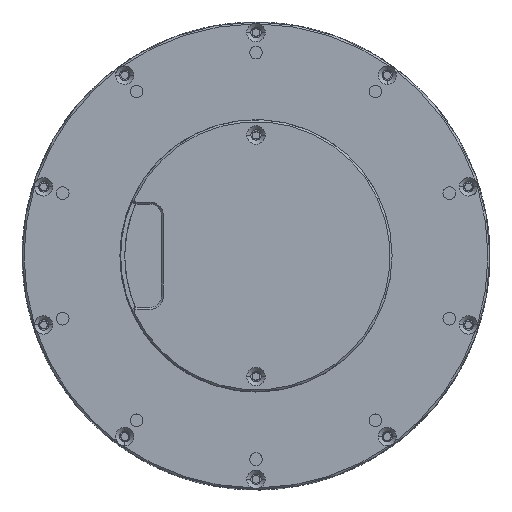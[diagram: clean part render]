
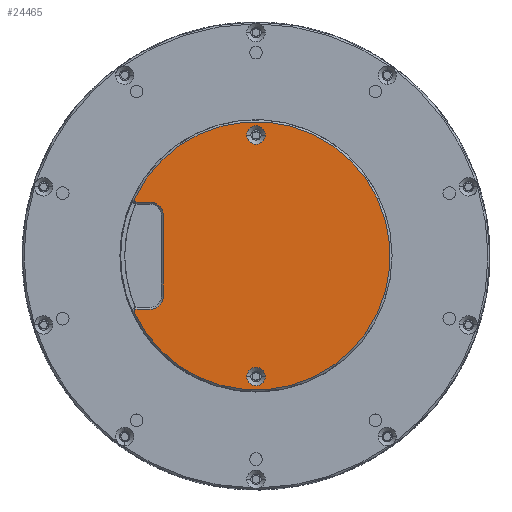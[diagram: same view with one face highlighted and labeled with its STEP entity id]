
A CAD part, top view. The second image highlights one B-rep face of the part: STEP entity #24465.
In plain terms, the highlighted planar face has unit normal (0, 0, 1).
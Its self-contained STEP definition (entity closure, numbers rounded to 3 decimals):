
#97 = VERTEX_POINT ( 'NONE', #12456 ) ;
#553 = CARTESIAN_POINT ( 'NONE',  ( 0., 0., 44.2 ) ) ;
#619 = CARTESIAN_POINT ( 'NONE',  ( -31.305, -14.5, 44.2 ) ) ;
#700 = DIRECTION ( 'NONE',  ( -1., 0., 0. ) ) ;
#753 = EDGE_CURVE ( 'NONE', #26022, #11632, #19461, .T. ) ;
#768 = DIRECTION ( 'NONE',  ( -1., 0., 0. ) ) ;
#818 = ORIENTED_EDGE ( 'NONE', *, *, #8470, .F. ) ;
#1134 = ORIENTED_EDGE ( 'NONE', *, *, #23321, .F. ) ;
#1201 = LINE ( 'NONE', #20375, #22175 ) ;
#1230 = CARTESIAN_POINT ( 'NONE',  ( -31.805, 14.5, 44.2 ) ) ;
#1260 = AXIS2_PLACEMENT_3D ( 'NONE', #11121, #8622, #18052 ) ;
#1339 = DIRECTION ( 'NONE',  ( 0., 0., -1. ) ) ;
#1467 = VERTEX_POINT ( 'NONE', #29281 ) ;
#1890 = VERTEX_POINT ( 'NONE', #1230 ) ;
#1969 = CARTESIAN_POINT ( 'NONE',  ( -31.759, -14.71, 44.2 ) ) ;
#2587 = ORIENTED_EDGE ( 'NONE', *, *, #16723, .F. ) ;
#3487 = CIRCLE ( 'NONE', #27611, 0.5 ) ;
#3552 = CARTESIAN_POINT ( 'NONE',  ( -2.4, -31.5, 44.2 ) ) ;
#3572 = EDGE_CURVE ( 'NONE', #1467, #7979, #1201, .T. ) ;
#3882 = CARTESIAN_POINT ( 'NONE',  ( 2.4, -31.5, 44.2 ) ) ;
#3945 = VERTEX_POINT ( 'NONE', #6497 ) ;
#4808 = VERTEX_POINT ( 'NONE', #7007 ) ;
#4971 = CARTESIAN_POINT ( 'NONE',  ( -31.805, -14.5, 44.2 ) ) ;
#5175 = CARTESIAN_POINT ( 'NONE',  ( -2.4, 31.5, 44.2 ) ) ;
#5640 = CARTESIAN_POINT ( 'NONE',  ( -31.305, 14.5, 44.2 ) ) ;
#5754 = CARTESIAN_POINT ( 'NONE',  ( -31.305, 14., 44.2 ) ) ;
#5829 = ORIENTED_EDGE ( 'NONE', *, *, #21477, .F. ) ;
#6099 = DIRECTION ( 'NONE',  ( 0., 0., -1. ) ) ;
#6227 = EDGE_CURVE ( 'NONE', #25452, #25742, #22099, .T. ) ;
#6426 = ORIENTED_EDGE ( 'NONE', *, *, #10345, .F. ) ;
#6497 = CARTESIAN_POINT ( 'NONE',  ( -24.155, 10.5, 44.2 ) ) ;
#6534 = CARTESIAN_POINT ( 'NONE',  ( 0., 31.5, 44.2 ) ) ;
#6556 = DIRECTION ( 'NONE',  ( 0., 0., 1. ) ) ;
#6571 = CARTESIAN_POINT ( 'NONE',  ( -27.655, -10.5, 44.2 ) ) ;
#7007 = CARTESIAN_POINT ( 'NONE',  ( -31.759, 14.71, 44.2 ) ) ;
#7196 = AXIS2_PLACEMENT_3D ( 'NONE', #20679, #30284, #28078 ) ;
#7321 = EDGE_CURVE ( 'NONE', #13532, #3945, #15610, .T. ) ;
#7898 = EDGE_LOOP ( 'NONE', ( #14538, #8482 ) ) ;
#7979 = VERTEX_POINT ( 'NONE', #25130 ) ;
#8352 = AXIS2_PLACEMENT_3D ( 'NONE', #28105, #21005, #27786 ) ;
#8470 = EDGE_CURVE ( 'NONE', #3945, #97, #15750, .T. ) ;
#8482 = ORIENTED_EDGE ( 'NONE', *, *, #27825, .F. ) ;
#8622 = DIRECTION ( 'NONE',  ( 0., 0., 1. ) ) ;
#8898 = DIRECTION ( 'NONE',  ( 1., 0., 0. ) ) ;
#9063 = ORIENTED_EDGE ( 'NONE', *, *, #13187, .F. ) ;
#9131 = VERTEX_POINT ( 'NONE', #3882 ) ;
#9470 = VERTEX_POINT ( 'NONE', #5754 ) ;
#9962 = DIRECTION ( 'NONE',  ( 0., 0., -1. ) ) ;
#10219 = AXIS2_PLACEMENT_3D ( 'NONE', #6571, #30937, #18368 ) ;
#10238 = ORIENTED_EDGE ( 'NONE', *, *, #15337, .F. ) ;
#10331 = EDGE_LOOP ( 'NONE', ( #10238, #14180 ) ) ;
#10345 = EDGE_CURVE ( 'NONE', #7979, #13532, #23758, .T. ) ;
#10464 = CARTESIAN_POINT ( 'NONE',  ( -31.305, 14.5, 44.2 ) ) ;
#10806 = FACE_BOUND ( 'NONE', #10331, .T. ) ;
#11121 = CARTESIAN_POINT ( 'NONE',  ( 0., -31.5, 44.2 ) ) ;
#11399 = DIRECTION ( 'NONE',  ( 1., 0., 0. ) ) ;
#11494 = EDGE_CURVE ( 'NONE', #9131, #25894, #19331, .T. ) ;
#11632 = VERTEX_POINT ( 'NONE', #4971 ) ;
#11735 = EDGE_CURVE ( 'NONE', #1890, #4808, #18358, .T. ) ;
#11751 = ORIENTED_EDGE ( 'NONE', *, *, #753, .F. ) ;
#11922 = AXIS2_PLACEMENT_3D ( 'NONE', #6534, #18788, #11399 ) ;
#12341 = DIRECTION ( 'NONE',  ( -1., 0., 0. ) ) ;
#12456 = CARTESIAN_POINT ( 'NONE',  ( -27.655, 14., 44.2 ) ) ;
#12846 = CIRCLE ( 'NONE', #8352, 2.4 ) ;
#13187 = EDGE_CURVE ( 'NONE', #11632, #1467, #23940, .T. ) ;
#13419 = ORIENTED_EDGE ( 'NONE', *, *, #11735, .F. ) ;
#13458 = ORIENTED_EDGE ( 'NONE', *, *, #7321, .F. ) ;
#13532 = VERTEX_POINT ( 'NONE', #26306 ) ;
#14056 = AXIS2_PLACEMENT_3D ( 'NONE', #23673, #6556, #16150 ) ;
#14180 = ORIENTED_EDGE ( 'NONE', *, *, #6227, .F. ) ;
#14538 = ORIENTED_EDGE ( 'NONE', *, *, #11494, .F. ) ;
#14995 = LINE ( 'NONE', #24589, #29527 ) ;
#15226 = DIRECTION ( 'NONE',  ( 0., 0., -1. ) ) ;
#15337 = EDGE_CURVE ( 'NONE', #25742, #25452, #19467, .T. ) ;
#15424 = AXIS2_PLACEMENT_3D ( 'NONE', #24754, #9962, #24593 ) ;
#15534 = AXIS2_PLACEMENT_3D ( 'NONE', #553, #17989, #24909 ) ;
#15541 = FACE_BOUND ( 'NONE', #7898, .T. ) ;
#15610 = LINE ( 'NONE', #25205, #24200 ) ;
#15698 = DIRECTION ( 'NONE',  ( -1., 0., 0. ) ) ;
#15750 = CIRCLE ( 'NONE', #7196, 3.5 ) ;
#16150 = DIRECTION ( 'NONE',  ( 1., 0., 0. ) ) ;
#16723 = EDGE_CURVE ( 'NONE', #4808, #26022, #25083, .T. ) ;
#17989 = DIRECTION ( 'NONE',  ( 0., 0., -1. ) ) ;
#18052 = DIRECTION ( 'NONE',  ( 1., 0., 0. ) ) ;
#18058 = PLANE ( 'NONE',  #29873 ) ;
#18118 = EDGE_LOOP ( 'NONE', ( #5829, #1134, #818, #13458, #6426, #24434, #9063, #11751, #2587, #13419 ) ) ;
#18358 = CIRCLE ( 'NONE', #28419, 0.5 ) ;
#18368 = DIRECTION ( 'NONE',  ( 1., 0., 0. ) ) ;
#18788 = DIRECTION ( 'NONE',  ( 0., 0., 1. ) ) ;
#19331 = CIRCLE ( 'NONE', #1260, 2.4 ) ;
#19461 = CIRCLE ( 'NONE', #23467, 0.5 ) ;
#19467 = CIRCLE ( 'NONE', #11922, 2.4 ) ;
#20065 = DIRECTION ( 'NONE',  ( 0., 0., -1. ) ) ;
#20375 = CARTESIAN_POINT ( 'NONE',  ( 0., -14., 44.2 ) ) ;
#20408 = FACE_OUTER_BOUND ( 'NONE', #18118, .T. ) ;
#20679 = CARTESIAN_POINT ( 'NONE',  ( -27.655, 10.5, 44.2 ) ) ;
#21005 = DIRECTION ( 'NONE',  ( 0., 0., 1. ) ) ;
#21477 = EDGE_CURVE ( 'NONE', #9470, #1890, #3487, .T. ) ;
#22099 = CIRCLE ( 'NONE', #14056, 2.4 ) ;
#22175 = VECTOR ( 'NONE', #8898, 1000. ) ;
#22755 = DIRECTION ( 'NONE',  ( -1., 0., 0. ) ) ;
#23321 = EDGE_CURVE ( 'NONE', #97, #9470, #14995, .T. ) ;
#23467 = AXIS2_PLACEMENT_3D ( 'NONE', #619, #1339, #768 ) ;
#23673 = CARTESIAN_POINT ( 'NONE',  ( 0., 31.5, 44.2 ) ) ;
#23758 = CIRCLE ( 'NONE', #10219, 3.5 ) ;
#23940 = CIRCLE ( 'NONE', #15424, 0.5 ) ;
#24200 = VECTOR ( 'NONE', #25503, 1000. ) ;
#24434 = ORIENTED_EDGE ( 'NONE', *, *, #3572, .F. ) ;
#24465 = ADVANCED_FACE ( 'NONE', ( #15541, #10806, #20408 ), #18058, .F. ) ;
#24589 = CARTESIAN_POINT ( 'NONE',  ( 0., 14., 44.2 ) ) ;
#24593 = DIRECTION ( 'NONE',  ( -1., 0., 0. ) ) ;
#24754 = CARTESIAN_POINT ( 'NONE',  ( -31.305, -14.5, 44.2 ) ) ;
#24909 = DIRECTION ( 'NONE',  ( -1., 0., 0. ) ) ;
#25083 = CIRCLE ( 'NONE', #15534, 35. ) ;
#25130 = CARTESIAN_POINT ( 'NONE',  ( -27.655, -14., 44.2 ) ) ;
#25205 = CARTESIAN_POINT ( 'NONE',  ( -24.155, 0., 44.2 ) ) ;
#25449 = CARTESIAN_POINT ( 'NONE',  ( 2.4, 31.5, 44.2 ) ) ;
#25452 = VERTEX_POINT ( 'NONE', #5175 ) ;
#25503 = DIRECTION ( 'NONE',  ( 0., 1., 0. ) ) ;
#25742 = VERTEX_POINT ( 'NONE', #25449 ) ;
#25894 = VERTEX_POINT ( 'NONE', #3552 ) ;
#26022 = VERTEX_POINT ( 'NONE', #1969 ) ;
#26306 = CARTESIAN_POINT ( 'NONE',  ( -24.155, -10.5, 44.2 ) ) ;
#27611 = AXIS2_PLACEMENT_3D ( 'NONE', #5640, #15226, #22755 ) ;
#27659 = CARTESIAN_POINT ( 'NONE',  ( 0., 0., 44.2 ) ) ;
#27786 = DIRECTION ( 'NONE',  ( 1., 0., 0. ) ) ;
#27825 = EDGE_CURVE ( 'NONE', #25894, #9131, #12846, .T. ) ;
#28078 = DIRECTION ( 'NONE',  ( 1., 0., 0. ) ) ;
#28105 = CARTESIAN_POINT ( 'NONE',  ( 0., -31.5, 44.2 ) ) ;
#28419 = AXIS2_PLACEMENT_3D ( 'NONE', #10464, #20065, #12341 ) ;
#29281 = CARTESIAN_POINT ( 'NONE',  ( -31.305, -14., 44.2 ) ) ;
#29527 = VECTOR ( 'NONE', #700, 1000. ) ;
#29873 = AXIS2_PLACEMENT_3D ( 'NONE', #27659, #6099, #15698 ) ;
#30284 = DIRECTION ( 'NONE',  ( 0., 0., 1. ) ) ;
#30937 = DIRECTION ( 'NONE',  ( 0., 0., 1. ) ) ;
